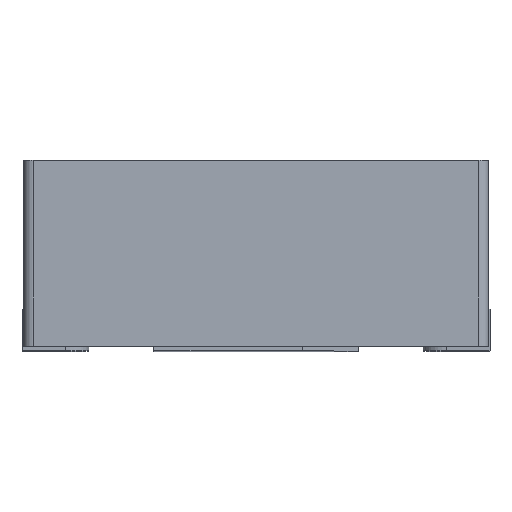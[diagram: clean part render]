
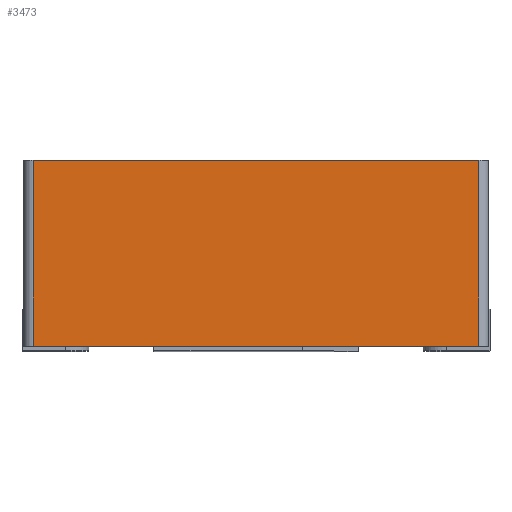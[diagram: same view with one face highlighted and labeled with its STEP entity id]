
A CAD part, top view. The second image highlights one B-rep face of the part: STEP entity #3473.
In plain terms, the highlighted planar face has unit normal (0, 0, 1).
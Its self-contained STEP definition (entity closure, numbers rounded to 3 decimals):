
#781 = EDGE_CURVE ( 'NONE', #6115, #3724, #1442, .T. ) ;
#784 = CARTESIAN_POINT ( 'NONE',  ( -1.25, 1.06, 1.25 ) ) ;
#926 = DIRECTION ( 'NONE',  ( 0., -1., 0. ) ) ;
#1238 = DIRECTION ( 'NONE',  ( 0., 1., 0. ) ) ;
#1257 = LINE ( 'NONE', #6080, #4757 ) ;
#1288 = EDGE_CURVE ( 'NONE', #6115, #4315, #4288, .T. ) ;
#1332 = DIRECTION ( 'NONE',  ( -1., 0., 0. ) ) ;
#1442 = LINE ( 'NONE', #6161, #6458 ) ;
#1668 = AXIS2_PLACEMENT_3D ( 'NONE', #5113, #4495, #1332 ) ;
#1770 = CARTESIAN_POINT ( 'NONE',  ( 1.2, 0.06, 1.25 ) ) ;
#1857 = CARTESIAN_POINT ( 'NONE',  ( -1.2, 1.06, 1.25 ) ) ;
#1886 = FACE_OUTER_BOUND ( 'NONE', #4562, .T. ) ;
#2780 = DIRECTION ( 'NONE',  ( 1., 0., 0. ) ) ;
#2857 = LINE ( 'NONE', #2893, #4105 ) ;
#2893 = CARTESIAN_POINT ( 'NONE',  ( 1.2, 1.06, 1.25 ) ) ;
#3025 = PLANE ( 'NONE',  #1668 ) ;
#3036 = ORIENTED_EDGE ( 'NONE', *, *, #6521, .T. ) ;
#3473 = ADVANCED_FACE ( 'NONE', ( #1886 ), #3025, .F. ) ;
#3603 = CARTESIAN_POINT ( 'NONE',  ( -1.2, 0.06, 1.25 ) ) ;
#3724 = VERTEX_POINT ( 'NONE', #3603 ) ;
#3936 = CARTESIAN_POINT ( 'NONE',  ( 1.2, 1.06, 1.25 ) ) ;
#4105 = VECTOR ( 'NONE', #1238, 1000. ) ;
#4288 = LINE ( 'NONE', #784, #4613 ) ;
#4315 = VERTEX_POINT ( 'NONE', #3936 ) ;
#4495 = DIRECTION ( 'NONE',  ( 0., 0., -1. ) ) ;
#4562 = EDGE_LOOP ( 'NONE', ( #3036, #6309, #5680, #5964 ) ) ;
#4613 = VECTOR ( 'NONE', #2780, 1000. ) ;
#4757 = VECTOR ( 'NONE', #6457, 1000. ) ;
#5083 = VERTEX_POINT ( 'NONE', #1770 ) ;
#5113 = CARTESIAN_POINT ( 'NONE',  ( -1.25, 1.06, 1.25 ) ) ;
#5680 = ORIENTED_EDGE ( 'NONE', *, *, #1288, .F. ) ;
#5964 = ORIENTED_EDGE ( 'NONE', *, *, #781, .T. ) ;
#6016 = EDGE_CURVE ( 'NONE', #5083, #4315, #2857, .T. ) ;
#6080 = CARTESIAN_POINT ( 'NONE',  ( -1.25, 0.06, 1.25 ) ) ;
#6115 = VERTEX_POINT ( 'NONE', #1857 ) ;
#6161 = CARTESIAN_POINT ( 'NONE',  ( -1.2, 1.06, 1.25 ) ) ;
#6309 = ORIENTED_EDGE ( 'NONE', *, *, #6016, .T. ) ;
#6457 = DIRECTION ( 'NONE',  ( 1., 0., 0. ) ) ;
#6458 = VECTOR ( 'NONE', #926, 1000. ) ;
#6521 = EDGE_CURVE ( 'NONE', #3724, #5083, #1257, .T. ) ;
